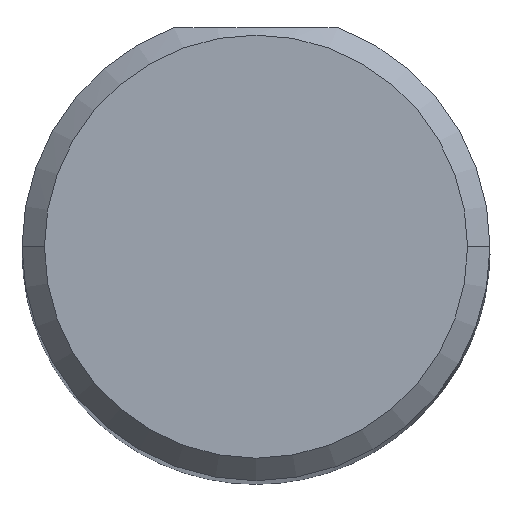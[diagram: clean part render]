
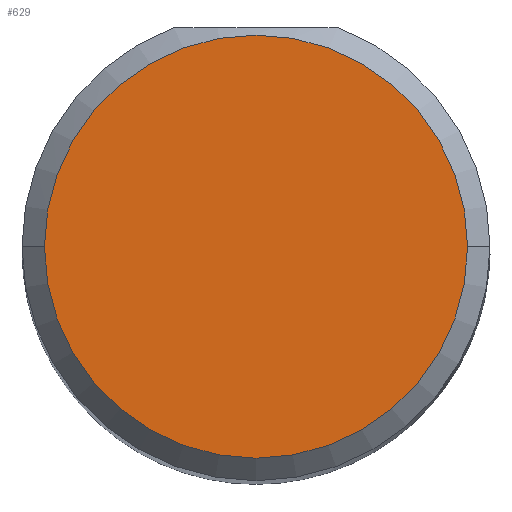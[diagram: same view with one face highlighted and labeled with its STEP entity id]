
A CAD part, top view. The second image highlights one B-rep face of the part: STEP entity #629.
In plain terms, the highlighted planar face has unit normal (0, 0, 1).
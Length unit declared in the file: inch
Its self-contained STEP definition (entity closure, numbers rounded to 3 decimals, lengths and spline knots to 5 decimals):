
#47 = DIRECTION ( 'NONE',  ( 1., 0., 0. ) ) ;
#78 = VERTEX_POINT ( 'NONE', #411 ) ;
#81 = CARTESIAN_POINT ( 'NONE',  ( 0., 0., 3. ) ) ;
#110 = AXIS2_PLACEMENT_3D ( 'NONE', #81, #626, #486 ) ;
#129 = EDGE_CURVE ( 'NONE', #441, #78, #479, .T. ) ;
#135 = ORIENTED_EDGE ( 'NONE', *, *, #129, .T. ) ;
#170 = EDGE_LOOP ( 'NONE', ( #135, #333 ) ) ;
#172 = DIRECTION ( 'NONE',  ( 1., 0., 0. ) ) ;
#182 = FACE_OUTER_BOUND ( 'NONE', #170, .T. ) ;
#186 = CIRCLE ( 'NONE', #551, 0.14125 ) ;
#280 = DIRECTION ( 'NONE',  ( 0., 0., 1. ) ) ;
#333 = ORIENTED_EDGE ( 'NONE', *, *, #599, .T. ) ;
#381 = AXIS2_PLACEMENT_3D ( 'NONE', #535, #520, #47 ) ;
#411 = CARTESIAN_POINT ( 'NONE',  ( 0.14125, 0., 3. ) ) ;
#441 = VERTEX_POINT ( 'NONE', #566 ) ;
#479 = CIRCLE ( 'NONE', #381, 0.14125 ) ;
#486 = DIRECTION ( 'NONE',  ( 1., 0., 0. ) ) ;
#520 = DIRECTION ( 'NONE',  ( 0., 0., 1. ) ) ;
#535 = CARTESIAN_POINT ( 'NONE',  ( 0., 0., 3. ) ) ;
#551 = AXIS2_PLACEMENT_3D ( 'NONE', #631, #280, #172 ) ;
#566 = CARTESIAN_POINT ( 'NONE',  ( -0.14125, 0., 3. ) ) ;
#599 = EDGE_CURVE ( 'NONE', #78, #441, #186, .T. ) ;
#626 = DIRECTION ( 'NONE',  ( 0., 0., 1. ) ) ;
#629 = ADVANCED_FACE ( 'NONE', ( #182 ), #635, .T. ) ;
#631 = CARTESIAN_POINT ( 'NONE',  ( 0., 0., 3. ) ) ;
#635 = PLANE ( 'NONE',  #110 ) ;
